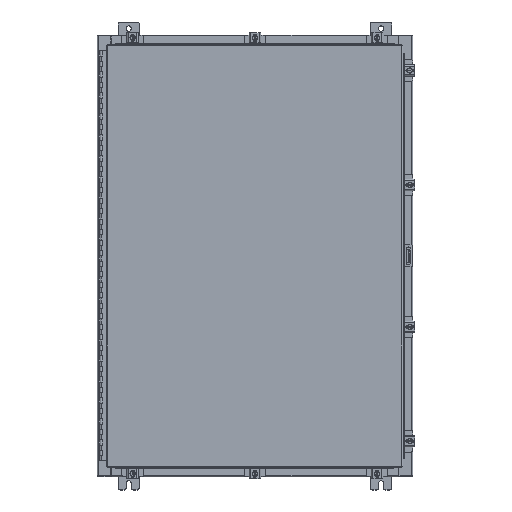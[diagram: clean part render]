
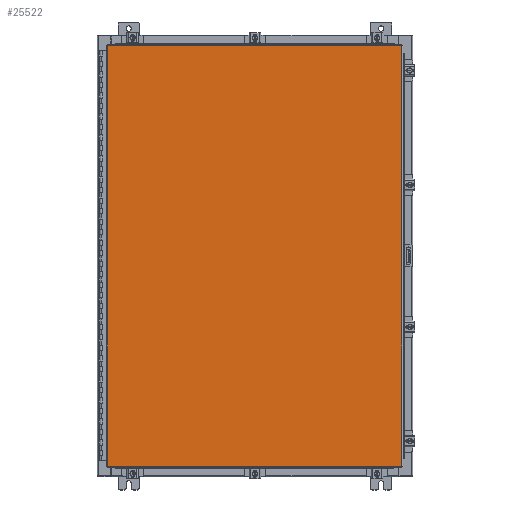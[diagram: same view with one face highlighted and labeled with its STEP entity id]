
A CAD part, top view. The second image highlights one B-rep face of the part: STEP entity #25522.
In plain terms, the highlighted planar face has unit normal (0, 0, 1).
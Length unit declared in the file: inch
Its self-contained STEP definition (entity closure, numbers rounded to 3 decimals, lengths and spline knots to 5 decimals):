
#313 = VECTOR ( 'NONE', #47544, 39.37008 ) ;
#679 = DIRECTION ( 'NONE',  ( -1., 0., 0. ) ) ;
#1890 = VERTEX_POINT ( 'NONE', #18269 ) ;
#2990 = CARTESIAN_POINT ( 'NONE',  ( 13.9903, 20.0063, 0. ) ) ;
#4310 = ORIENTED_EDGE ( 'NONE', *, *, #18295, .T. ) ;
#5176 = VECTOR ( 'NONE', #37061, 39.37008 ) ;
#6546 = FACE_OUTER_BOUND ( 'NONE', #15259, .T. ) ;
#6768 = ORIENTED_EDGE ( 'NONE', *, *, #30597, .T. ) ;
#11998 = AXIS2_PLACEMENT_3D ( 'NONE', #30314, #22970, #679 ) ;
#12288 = EDGE_CURVE ( 'NONE', #29133, #36327, #45917, .T. ) ;
#15259 = EDGE_LOOP ( 'NONE', ( #38358, #32200, #6768, #4310 ) ) ;
#15336 = DIRECTION ( 'NONE',  ( 0., -1., 0. ) ) ;
#15792 = CARTESIAN_POINT ( 'NONE',  ( -13.9903, -20.0063, 0. ) ) ;
#16195 = VECTOR ( 'NONE', #18444, 39.37008 ) ;
#16483 = CARTESIAN_POINT ( 'NONE',  ( 13.9903, -20.0063, 0. ) ) ;
#18269 = CARTESIAN_POINT ( 'NONE',  ( -13.9903, 20.0063, 0. ) ) ;
#18295 = EDGE_CURVE ( 'NONE', #1890, #29133, #30411, .T. ) ;
#18444 = DIRECTION ( 'NONE',  ( 0., 1., 0. ) ) ;
#20527 = VECTOR ( 'NONE', #15336, 39.37008 ) ;
#21123 = EDGE_CURVE ( 'NONE', #36327, #34178, #26036, .T. ) ;
#22970 = DIRECTION ( 'NONE',  ( 0., 0., -1. ) ) ;
#25522 = ADVANCED_FACE ( 'NONE', ( #6546 ), #41553, .F. ) ;
#25782 = CARTESIAN_POINT ( 'NONE',  ( 13.9903, 20.0063, 0. ) ) ;
#26036 = LINE ( 'NONE', #44453, #16195 ) ;
#26344 = CARTESIAN_POINT ( 'NONE',  ( -13.9903, 20.0063, 0. ) ) ;
#29133 = VERTEX_POINT ( 'NONE', #15792 ) ;
#30029 = LINE ( 'NONE', #2990, #313 ) ;
#30314 = CARTESIAN_POINT ( 'NONE',  ( 0., 0., 0. ) ) ;
#30411 = LINE ( 'NONE', #26344, #20527 ) ;
#30597 = EDGE_CURVE ( 'NONE', #34178, #1890, #30029, .T. ) ;
#32200 = ORIENTED_EDGE ( 'NONE', *, *, #21123, .T. ) ;
#33311 = CARTESIAN_POINT ( 'NONE',  ( -13.9903, -20.0063, 0. ) ) ;
#34178 = VERTEX_POINT ( 'NONE', #25782 ) ;
#36327 = VERTEX_POINT ( 'NONE', #16483 ) ;
#37061 = DIRECTION ( 'NONE',  ( 1., 0., 0. ) ) ;
#38358 = ORIENTED_EDGE ( 'NONE', *, *, #12288, .T. ) ;
#41553 = PLANE ( 'NONE',  #11998 ) ;
#44453 = CARTESIAN_POINT ( 'NONE',  ( 13.9903, -20.0063, 0. ) ) ;
#45917 = LINE ( 'NONE', #33311, #5176 ) ;
#47544 = DIRECTION ( 'NONE',  ( -1., 0., 0. ) ) ;
